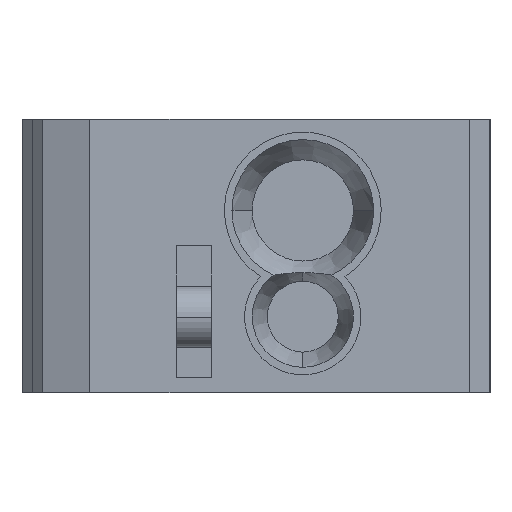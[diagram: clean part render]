
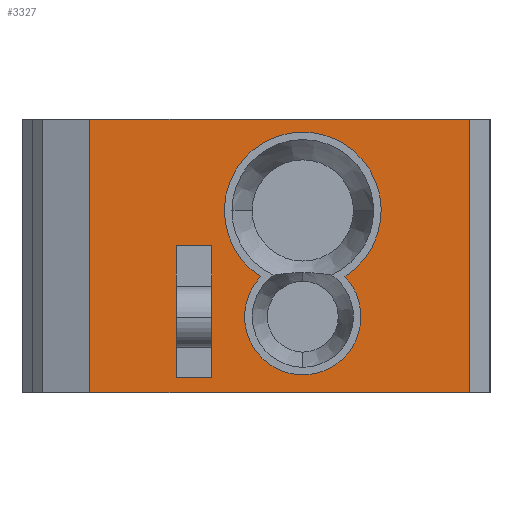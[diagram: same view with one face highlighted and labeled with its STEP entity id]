
A CAD part, left-side view. The second image highlights one B-rep face of the part: STEP entity #3327.
In plain terms, the highlighted planar face has unit normal (-1, 0, 0).
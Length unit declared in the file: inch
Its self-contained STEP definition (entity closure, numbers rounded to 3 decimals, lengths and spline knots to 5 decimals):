
#19 = EDGE_CURVE ( 'NONE', #958, #1177, #1713, .T. ) ;
#24 = ORIENTED_EDGE ( 'NONE', *, *, #3428, .F. ) ;
#25 = CARTESIAN_POINT ( 'NONE',  ( 0.68898, 1.55709, -1.06299 ) ) ;
#40 = CARTESIAN_POINT ( 'NONE',  ( 0.68898, 1.55709, 0. ) ) ;
#77 = CARTESIAN_POINT ( 'NONE',  ( 0.68898, 1.22047, 0. ) ) ;
#122 = EDGE_LOOP ( 'NONE', ( #24, #3328, #2773, #279 ) ) ;
#178 = FACE_OUTER_BOUND ( 'NONE', #122, .T. ) ;
#200 = DIRECTION ( 'NONE',  ( 0., 0., -1. ) ) ;
#273 = VERTEX_POINT ( 'NONE', #3437 ) ;
#279 = ORIENTED_EDGE ( 'NONE', *, *, #19, .T. ) ;
#437 = ORIENTED_EDGE ( 'NONE', *, *, #3233, .F. ) ;
#500 = VERTEX_POINT ( 'NONE', #1765 ) ;
#614 = VECTOR ( 'NONE', #1675, 39.37008 ) ;
#616 = DIRECTION ( 'NONE',  ( -1., 0., 0. ) ) ;
#642 = ORIENTED_EDGE ( 'NONE', *, *, #2748, .F. ) ;
#707 = LINE ( 'NONE', #2547, #3536 ) ;
#767 = CARTESIAN_POINT ( 'NONE',  ( 0.68898, 0.72835, -0.35433 ) ) ;
#820 = DIRECTION ( 'NONE',  ( 1., 0., 0. ) ) ;
#841 = CARTESIAN_POINT ( 'NONE',  ( 0.68898, 0.56437, -0.61164 ) ) ;
#863 = VECTOR ( 'NONE', #1802, 39.37008 ) ;
#881 = EDGE_CURVE ( 'NONE', #3735, #273, #2242, .T. ) ;
#935 = CARTESIAN_POINT ( 'NONE',  ( 0.68898, 0.72835, -0.76772 ) ) ;
#958 = VERTEX_POINT ( 'NONE', #2713 ) ;
#1069 = LINE ( 'NONE', #1685, #3889 ) ;
#1071 = PLANE ( 'NONE',  #1254 ) ;
#1106 = DIRECTION ( 'NONE',  ( -1., 0., 0. ) ) ;
#1107 = FACE_BOUND ( 'NONE', #3348, .T. ) ;
#1176 = EDGE_CURVE ( 'NONE', #3035, #500, #2959, .T. ) ;
#1177 = VERTEX_POINT ( 'NONE', #2579 ) ;
#1241 = DIRECTION ( 'NONE',  ( 0., 0., 1. ) ) ;
#1254 = AXIS2_PLACEMENT_3D ( 'NONE', #2379, #820, #2660 ) ;
#1280 = ORIENTED_EDGE ( 'NONE', *, *, #2062, .F. ) ;
#1317 = VECTOR ( 'NONE', #1582, 39.37008 ) ;
#1340 = DIRECTION ( 'NONE',  ( 0., -1., 0. ) ) ;
#1397 = AXIS2_PLACEMENT_3D ( 'NONE', #767, #1106, #2013 ) ;
#1430 = ORIENTED_EDGE ( 'NONE', *, *, #881, .F. ) ;
#1438 = DIRECTION ( 'NONE',  ( 0., 1., 0. ) ) ;
#1582 = DIRECTION ( 'NONE',  ( 0., 0., -1. ) ) ;
#1593 = VERTEX_POINT ( 'NONE', #40 ) ;
#1662 = CARTESIAN_POINT ( 'NONE',  ( 0.68898, 1.08268, 0. ) ) ;
#1675 = DIRECTION ( 'NONE',  ( 0., -1., 0. ) ) ;
#1685 = CARTESIAN_POINT ( 'NONE',  ( 0.68898, 0.07874, -0.49213 ) ) ;
#1710 = DIRECTION ( 'NONE',  ( 0., 0., 1. ) ) ;
#1713 = LINE ( 'NONE', #2059, #2421 ) ;
#1730 = DIRECTION ( 'NONE',  ( -1., 0., 0. ) ) ;
#1765 = CARTESIAN_POINT ( 'NONE',  ( 0.68898, 1.08268, -0.49213 ) ) ;
#1767 = CARTESIAN_POINT ( 'NONE',  ( 0.68898, 1.55709, 0. ) ) ;
#1802 = DIRECTION ( 'NONE',  ( 0., -1., 0. ) ) ;
#1850 = CIRCLE ( 'NONE', #3083, 0.22638 ) ;
#1885 = VERTEX_POINT ( 'NONE', #841 ) ;
#2013 = DIRECTION ( 'NONE',  ( 0., 0., 1. ) ) ;
#2059 = CARTESIAN_POINT ( 'NONE',  ( 0.68898, 0.07874, 0. ) ) ;
#2062 = EDGE_CURVE ( 'NONE', #500, #3473, #1069, .T. ) ;
#2094 = CARTESIAN_POINT ( 'NONE',  ( 0.68898, 1.08268, -1.00394 ) ) ;
#2230 = CARTESIAN_POINT ( 'NONE',  ( 0.68898, 1.22047, -1.00394 ) ) ;
#2242 = CIRCLE ( 'NONE', #1397, 0.30512 ) ;
#2323 = FACE_BOUND ( 'NONE', #2878, .T. ) ;
#2379 = CARTESIAN_POINT ( 'NONE',  ( 0.68898, 0.07874, 0. ) ) ;
#2421 = VECTOR ( 'NONE', #2614, 39.37008 ) ;
#2547 = CARTESIAN_POINT ( 'NONE',  ( 0.68898, 0.07874, -1.00394 ) ) ;
#2557 = VECTOR ( 'NONE', #200, 39.37008 ) ;
#2579 = CARTESIAN_POINT ( 'NONE',  ( 0.68898, 0.07874, 0. ) ) ;
#2601 = ORIENTED_EDGE ( 'NONE', *, *, #2810, .F. ) ;
#2614 = DIRECTION ( 'NONE',  ( 0., 0., 1. ) ) ;
#2660 = DIRECTION ( 'NONE',  ( 0., 1., 0. ) ) ;
#2713 = CARTESIAN_POINT ( 'NONE',  ( 0.68898, 0.07874, -1.06299 ) ) ;
#2733 = EDGE_CURVE ( 'NONE', #2770, #958, #3844, .T. ) ;
#2748 = EDGE_CURVE ( 'NONE', #273, #1885, #1850, .T. ) ;
#2749 = CIRCLE ( 'NONE', #3395, 0.30512 ) ;
#2760 = LINE ( 'NONE', #3995, #863 ) ;
#2770 = VERTEX_POINT ( 'NONE', #25 ) ;
#2773 = ORIENTED_EDGE ( 'NONE', *, *, #2733, .T. ) ;
#2810 = EDGE_CURVE ( 'NONE', #1885, #3735, #2749, .T. ) ;
#2878 = EDGE_LOOP ( 'NONE', ( #437, #3781, #1280, #2969 ) ) ;
#2885 = EDGE_CURVE ( 'NONE', #1593, #2770, #2986, .T. ) ;
#2959 = LINE ( 'NONE', #1662, #3695 ) ;
#2960 = CARTESIAN_POINT ( 'NONE',  ( 0.68898, 0.72835, -0.04921 ) ) ;
#2969 = ORIENTED_EDGE ( 'NONE', *, *, #1176, .F. ) ;
#2986 = LINE ( 'NONE', #1767, #2557 ) ;
#3035 = VERTEX_POINT ( 'NONE', #2094 ) ;
#3083 = AXIS2_PLACEMENT_3D ( 'NONE', #935, #616, #1241 ) ;
#3208 = EDGE_CURVE ( 'NONE', #3473, #3604, #3497, .T. ) ;
#3233 = EDGE_CURVE ( 'NONE', #3604, #3035, #707, .T. ) ;
#3327 = ADVANCED_FACE ( 'NONE', ( #2323, #1107, #178 ), #1071, .F. ) ;
#3328 = ORIENTED_EDGE ( 'NONE', *, *, #2885, .T. ) ;
#3348 = EDGE_LOOP ( 'NONE', ( #642, #1430, #2601 ) ) ;
#3395 = AXIS2_PLACEMENT_3D ( 'NONE', #3565, #1730, #1710 ) ;
#3421 = CARTESIAN_POINT ( 'NONE',  ( 0.68898, 1.41809, -1.06299 ) ) ;
#3428 = EDGE_CURVE ( 'NONE', #1593, #1177, #2760, .T. ) ;
#3437 = CARTESIAN_POINT ( 'NONE',  ( 0.68898, 0.89232, -0.61164 ) ) ;
#3473 = VERTEX_POINT ( 'NONE', #3631 ) ;
#3497 = LINE ( 'NONE', #77, #1317 ) ;
#3536 = VECTOR ( 'NONE', #1340, 39.37008 ) ;
#3565 = CARTESIAN_POINT ( 'NONE',  ( 0.68898, 0.72835, -0.35433 ) ) ;
#3604 = VERTEX_POINT ( 'NONE', #2230 ) ;
#3631 = CARTESIAN_POINT ( 'NONE',  ( 0.68898, 1.22047, -0.49213 ) ) ;
#3695 = VECTOR ( 'NONE', #3810, 39.37008 ) ;
#3735 = VERTEX_POINT ( 'NONE', #2960 ) ;
#3781 = ORIENTED_EDGE ( 'NONE', *, *, #3208, .F. ) ;
#3810 = DIRECTION ( 'NONE',  ( 0., 0., 1. ) ) ;
#3844 = LINE ( 'NONE', #3421, #614 ) ;
#3889 = VECTOR ( 'NONE', #1438, 39.37008 ) ;
#3995 = CARTESIAN_POINT ( 'NONE',  ( 0.68898, 0.07874, 0. ) ) ;
